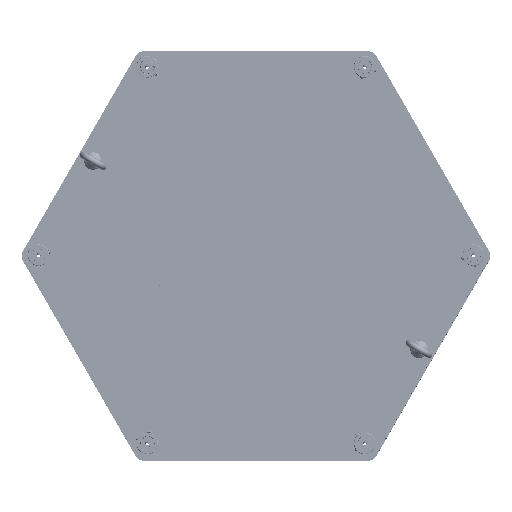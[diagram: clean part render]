
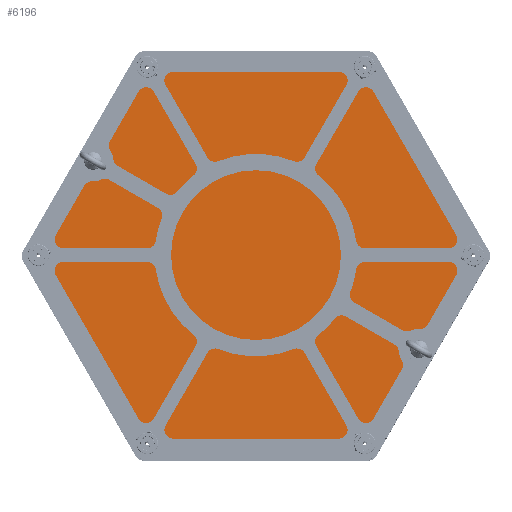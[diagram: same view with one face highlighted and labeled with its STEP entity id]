
A CAD part, top view. The second image highlights one B-rep face of the part: STEP entity #6196.
In plain terms, the highlighted planar face has unit normal (0, 0, 1).
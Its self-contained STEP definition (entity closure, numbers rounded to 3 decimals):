
#2981=FACE_BOUND('',#10199,.T.);
#2982=FACE_BOUND('',#10200,.T.);
#2983=FACE_BOUND('',#10201,.T.);
#2984=FACE_BOUND('',#10202,.T.);
#2985=FACE_BOUND('',#10203,.T.);
#2986=FACE_BOUND('',#10204,.T.);
#2987=FACE_BOUND('',#10205,.T.);
#2988=FACE_BOUND('',#10206,.T.);
#2989=FACE_BOUND('',#10207,.T.);
#2990=FACE_BOUND('',#10208,.T.);
#2991=FACE_BOUND('',#10209,.T.);
#2992=FACE_BOUND('',#10210,.T.);
#4735=CIRCLE('',#31404,3.75);
#4736=CIRCLE('',#31405,3.75);
#4737=CIRCLE('',#31406,3.75);
#4738=CIRCLE('',#31407,3.75);
#4739=CIRCLE('',#31408,3.75);
#4740=CIRCLE('',#31409,3.25);
#4741=CIRCLE('',#31410,3.25);
#4742=CIRCLE('',#31411,3.25);
#4743=CIRCLE('',#31412,3.25);
#4744=CIRCLE('',#31413,3.25);
#4745=CIRCLE('',#31414,3.25);
#4746=CIRCLE('',#31415,6.5);
#4747=CIRCLE('',#31416,6.5);
#4748=CIRCLE('',#31417,6.5);
#4749=CIRCLE('',#31418,6.5);
#4750=CIRCLE('',#31419,6.5);
#4751=CIRCLE('',#31420,6.5);
#6196=ADVANCED_FACE('',(#2981,#2982,#2983,#2984,#2985,#2986,#2987,#2988,
#2989,#2990,#2991,#2992),#7406,.F.);
#7406=PLANE('',#31421);
#10199=EDGE_LOOP('',(#16480));
#10200=EDGE_LOOP('',(#16481));
#10201=EDGE_LOOP('',(#16482));
#10202=EDGE_LOOP('',(#16483));
#10203=EDGE_LOOP('',(#16484));
#10204=EDGE_LOOP('',(#16485));
#10205=EDGE_LOOP('',(#16486));
#10206=EDGE_LOOP('',(#16487));
#10207=EDGE_LOOP('',(#16488));
#10208=EDGE_LOOP('',(#16489));
#10209=EDGE_LOOP('',(#16490));
#10210=EDGE_LOOP('',(#16491,#16492,#16493,#16494,#16495,#16496,#16497,#16498,
#16499,#16500,#16501,#16502));
#16480=ORIENTED_EDGE('',*,*,#23643,.F.);
#16481=ORIENTED_EDGE('',*,*,#23644,.F.);
#16482=ORIENTED_EDGE('',*,*,#23645,.T.);
#16483=ORIENTED_EDGE('',*,*,#23646,.F.);
#16484=ORIENTED_EDGE('',*,*,#23647,.F.);
#16485=ORIENTED_EDGE('',*,*,#23648,.F.);
#16486=ORIENTED_EDGE('',*,*,#23649,.F.);
#16487=ORIENTED_EDGE('',*,*,#23650,.F.);
#16488=ORIENTED_EDGE('',*,*,#23651,.F.);
#16489=ORIENTED_EDGE('',*,*,#23652,.F.);
#16490=ORIENTED_EDGE('',*,*,#23653,.F.);
#16491=ORIENTED_EDGE('',*,*,#23621,.F.);
#16492=ORIENTED_EDGE('',*,*,#23654,.T.);
#16493=ORIENTED_EDGE('',*,*,#23639,.F.);
#16494=ORIENTED_EDGE('',*,*,#23655,.T.);
#16495=ORIENTED_EDGE('',*,*,#23637,.F.);
#16496=ORIENTED_EDGE('',*,*,#23656,.T.);
#16497=ORIENTED_EDGE('',*,*,#23633,.F.);
#16498=ORIENTED_EDGE('',*,*,#23657,.T.);
#16499=ORIENTED_EDGE('',*,*,#23629,.F.);
#16500=ORIENTED_EDGE('',*,*,#23658,.T.);
#16501=ORIENTED_EDGE('',*,*,#23625,.F.);
#16502=ORIENTED_EDGE('',*,*,#23659,.T.);
#20090=VERTEX_POINT('',#46836);
#20091=VERTEX_POINT('',#46838);
#20094=VERTEX_POINT('',#46845);
#20095=VERTEX_POINT('',#46847);
#20098=VERTEX_POINT('',#46854);
#20099=VERTEX_POINT('',#46856);
#20102=VERTEX_POINT('',#46863);
#20103=VERTEX_POINT('',#46865);
#20106=VERTEX_POINT('',#46872);
#20107=VERTEX_POINT('',#46874);
#20108=VERTEX_POINT('',#46878);
#20109=VERTEX_POINT('',#46879);
#20112=VERTEX_POINT('',#46887);
#20113=VERTEX_POINT('',#46889);
#20114=VERTEX_POINT('',#46891);
#20115=VERTEX_POINT('',#46893);
#20116=VERTEX_POINT('',#46895);
#20117=VERTEX_POINT('',#46897);
#20118=VERTEX_POINT('',#46899);
#20119=VERTEX_POINT('',#46901);
#20120=VERTEX_POINT('',#46903);
#20121=VERTEX_POINT('',#46905);
#20122=VERTEX_POINT('',#46907);
#23621=EDGE_CURVE('',#20090,#20091,#26650,.T.);
#23625=EDGE_CURVE('',#20094,#20095,#26654,.T.);
#23629=EDGE_CURVE('',#20098,#20099,#26658,.T.);
#23633=EDGE_CURVE('',#20102,#20103,#26662,.T.);
#23637=EDGE_CURVE('',#20106,#20107,#26666,.T.);
#23639=EDGE_CURVE('',#20108,#20109,#26668,.T.);
#23643=EDGE_CURVE('',#20112,#20112,#4735,.T.);
#23644=EDGE_CURVE('',#20113,#20113,#4736,.T.);
#23645=EDGE_CURVE('',#20114,#20114,#4737,.T.);
#23646=EDGE_CURVE('',#20115,#20115,#4738,.T.);
#23647=EDGE_CURVE('',#20116,#20116,#4739,.T.);
#23648=EDGE_CURVE('',#20117,#20117,#4740,.T.);
#23649=EDGE_CURVE('',#20118,#20118,#4741,.T.);
#23650=EDGE_CURVE('',#20119,#20119,#4742,.T.);
#23651=EDGE_CURVE('',#20120,#20120,#4743,.T.);
#23652=EDGE_CURVE('',#20121,#20121,#4744,.T.);
#23653=EDGE_CURVE('',#20122,#20122,#4745,.T.);
#23654=EDGE_CURVE('',#20090,#20109,#4746,.T.);
#23655=EDGE_CURVE('',#20108,#20107,#4747,.T.);
#23656=EDGE_CURVE('',#20106,#20103,#4748,.T.);
#23657=EDGE_CURVE('',#20102,#20099,#4749,.T.);
#23658=EDGE_CURVE('',#20098,#20095,#4750,.T.);
#23659=EDGE_CURVE('',#20094,#20091,#4751,.T.);
#26650=LINE('',#46837,#29115);
#26654=LINE('',#46846,#29119);
#26658=LINE('',#46855,#29123);
#26662=LINE('',#46864,#29127);
#26666=LINE('',#46873,#29131);
#26668=LINE('',#46877,#29133);
#29115=VECTOR('',#38054,1.);
#29119=VECTOR('',#38060,1.);
#29123=VECTOR('',#38066,1.);
#29127=VECTOR('',#38072,1.);
#29131=VECTOR('',#38078,1.);
#29133=VECTOR('',#38082,1.);
#31404=AXIS2_PLACEMENT_3D('',#46886,#38088,#38089);
#31405=AXIS2_PLACEMENT_3D('',#46888,#38090,#38091);
#31406=AXIS2_PLACEMENT_3D('',#46890,#38092,#38093);
#31407=AXIS2_PLACEMENT_3D('',#46892,#38094,#38095);
#31408=AXIS2_PLACEMENT_3D('',#46894,#38096,#38097);
#31409=AXIS2_PLACEMENT_3D('',#46896,#38098,#38099);
#31410=AXIS2_PLACEMENT_3D('',#46898,#38100,#38101);
#31411=AXIS2_PLACEMENT_3D('',#46900,#38102,#38103);
#31412=AXIS2_PLACEMENT_3D('',#46902,#38104,#38105);
#31413=AXIS2_PLACEMENT_3D('',#46904,#38106,#38107);
#31414=AXIS2_PLACEMENT_3D('',#46906,#38108,#38109);
#31415=AXIS2_PLACEMENT_3D('',#46908,#38110,#38111);
#31416=AXIS2_PLACEMENT_3D('',#46909,#38112,#38113);
#31417=AXIS2_PLACEMENT_3D('',#46910,#38114,#38115);
#31418=AXIS2_PLACEMENT_3D('',#46911,#38116,#38117);
#31419=AXIS2_PLACEMENT_3D('',#46912,#38118,#38119);
#31420=AXIS2_PLACEMENT_3D('',#46913,#38120,#38121);
#31421=AXIS2_PLACEMENT_3D('',#46914,#38122,#38123);
#38054=DIRECTION('',(-0.5,0.866,0.));
#38060=DIRECTION('',(0.5,0.866,0.));
#38066=DIRECTION('',(1.,0.,0.));
#38072=DIRECTION('',(0.5,-0.866,0.));
#38078=DIRECTION('',(-0.5,-0.866,0.));
#38082=DIRECTION('',(-1.,0.,0.));
#38088=DIRECTION('',(0.,0.,1.));
#38089=DIRECTION('',(-1.,0.,0.));
#38090=DIRECTION('',(0.,0.,1.));
#38091=DIRECTION('',(-1.,0.,0.));
#38092=DIRECTION('',(0.,0.,-1.));
#38093=DIRECTION('',(-1.,0.,0.));
#38094=DIRECTION('',(0.,0.,1.));
#38095=DIRECTION('',(-1.,0.,0.));
#38096=DIRECTION('',(0.,0.,1.));
#38097=DIRECTION('',(-1.,0.,0.));
#38098=DIRECTION('',(0.,0.,1.));
#38099=DIRECTION('',(-1.,0.,0.));
#38100=DIRECTION('',(0.,0.,1.));
#38101=DIRECTION('',(-1.,0.,0.));
#38102=DIRECTION('',(0.,0.,1.));
#38103=DIRECTION('',(-1.,0.,0.));
#38104=DIRECTION('',(0.,0.,1.));
#38105=DIRECTION('',(-1.,0.,0.));
#38106=DIRECTION('',(0.,0.,1.));
#38107=DIRECTION('',(-1.,0.,0.));
#38108=DIRECTION('',(0.,0.,1.));
#38109=DIRECTION('',(-1.,0.,0.));
#38110=DIRECTION('',(0.,0.,1.));
#38111=DIRECTION('',(-1.,0.,0.));
#38112=DIRECTION('',(0.,0.,1.));
#38113=DIRECTION('',(-1.,0.,0.));
#38114=DIRECTION('',(0.,0.,1.));
#38115=DIRECTION('',(-1.,0.,0.));
#38116=DIRECTION('',(0.,0.,1.));
#38117=DIRECTION('',(-1.,0.,0.));
#38118=DIRECTION('',(0.,0.,1.));
#38119=DIRECTION('',(-1.,0.,0.));
#38120=DIRECTION('',(0.,0.,1.));
#38121=DIRECTION('',(-1.,0.,0.));
#38122=DIRECTION('',(0.,0.,-1.));
#38123=DIRECTION('',(-1.,0.,0.));
#46836=CARTESIAN_POINT('',(-88.479,-146.75,25.));
#46837=CARTESIAN_POINT('',(-86.603,-150.,25.));
#46838=CARTESIAN_POINT('',(-171.329,-3.25,25.));
#46845=CARTESIAN_POINT('',(-171.329,3.25,25.));
#46846=CARTESIAN_POINT('',(-173.205,0.,25.));
#46847=CARTESIAN_POINT('',(-88.479,146.75,25.));
#46854=CARTESIAN_POINT('',(-82.85,150.,25.));
#46855=CARTESIAN_POINT('',(-86.603,150.,25.));
#46856=CARTESIAN_POINT('',(82.85,150.,25.));
#46863=CARTESIAN_POINT('',(88.479,146.75,25.));
#46864=CARTESIAN_POINT('',(86.603,150.,25.));
#46865=CARTESIAN_POINT('',(171.329,3.25,25.));
#46872=CARTESIAN_POINT('',(171.329,-3.25,25.));
#46873=CARTESIAN_POINT('',(173.205,0.,25.));
#46874=CARTESIAN_POINT('',(88.479,-146.75,25.));
#46877=CARTESIAN_POINT('',(86.603,-150.,25.));
#46878=CARTESIAN_POINT('',(82.85,-150.,25.));
#46879=CARTESIAN_POINT('',(-82.85,-150.,25.));
#46886=CARTESIAN_POINT('',(120.,-69.282,25.));
#46887=CARTESIAN_POINT('',(116.25,-69.282,25.));
#46888=CARTESIAN_POINT('',(-120.,69.282,25.));
#46889=CARTESIAN_POINT('',(-123.75,69.282,25.));
#46890=CARTESIAN_POINT('',(-140.,-34.641,25.));
#46891=CARTESIAN_POINT('',(-143.75,-34.641,25.));
#46892=CARTESIAN_POINT('',(96.129,-55.5,25.));
#46893=CARTESIAN_POINT('',(92.379,-55.5,25.));
#46894=CARTESIAN_POINT('',(-96.129,55.5,25.));
#46895=CARTESIAN_POINT('',(-99.879,55.5,25.));
#46896=CARTESIAN_POINT('',(160.,0.,25.));
#46897=CARTESIAN_POINT('',(156.75,0.,25.));
#46898=CARTESIAN_POINT('',(80.,138.564,25.));
#46899=CARTESIAN_POINT('',(76.75,138.564,25.));
#46900=CARTESIAN_POINT('',(80.,-138.564,25.));
#46901=CARTESIAN_POINT('',(76.75,-138.564,25.));
#46902=CARTESIAN_POINT('',(-80.,138.564,25.));
#46903=CARTESIAN_POINT('',(-83.25,138.564,25.));
#46904=CARTESIAN_POINT('',(-80.,-138.564,25.));
#46905=CARTESIAN_POINT('',(-83.25,-138.564,25.));
#46906=CARTESIAN_POINT('',(-160.,0.,25.));
#46907=CARTESIAN_POINT('',(-163.25,0.,25.));
#46908=CARTESIAN_POINT('',(-82.85,-143.5,25.));
#46909=CARTESIAN_POINT('',(82.85,-143.5,25.));
#46910=CARTESIAN_POINT('',(165.7,0.,25.));
#46911=CARTESIAN_POINT('',(82.85,143.5,25.));
#46912=CARTESIAN_POINT('',(-82.85,143.5,25.));
#46913=CARTESIAN_POINT('',(-165.7,0.,25.));
#46914=CARTESIAN_POINT('',(0.,0.,25.));
